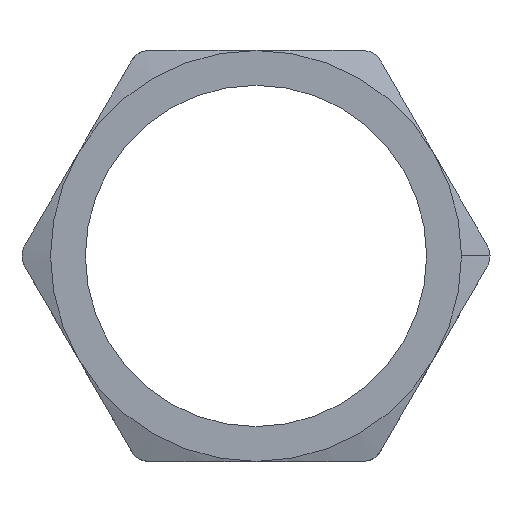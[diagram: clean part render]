
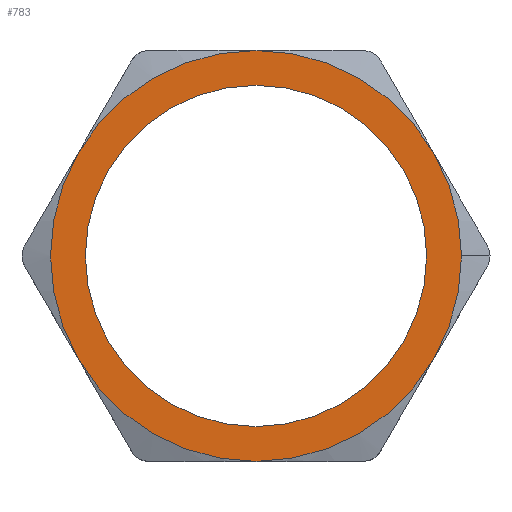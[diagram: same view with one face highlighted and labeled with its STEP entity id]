
A CAD part, top view. The second image highlights one B-rep face of the part: STEP entity #783.
In plain terms, the highlighted planar face has unit normal (0, 0, 1).
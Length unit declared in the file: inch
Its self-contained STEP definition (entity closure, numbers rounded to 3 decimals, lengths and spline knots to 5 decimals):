
#372 = VERTEX_POINT ( 'NONE', #1198 ) ;
#392 = EDGE_CURVE ( 'NONE', #393, #394, #1246, .T. ) ;
#393 = VERTEX_POINT ( 'NONE', #1241 ) ;
#394 = VERTEX_POINT ( 'NONE', #1240 ) ;
#435 = VERTEX_POINT ( 'NONE', #1326 ) ;
#466 = EDGE_CURVE ( 'NONE', #467, #468, #1379, .T. ) ;
#467 = VERTEX_POINT ( 'NONE', #1370 ) ;
#468 = VERTEX_POINT ( 'NONE', #1369 ) ;
#486 = VERTEX_POINT ( 'NONE', #1436 ) ;
#494 = VERTEX_POINT ( 'NONE', #1420 ) ;
#532 = VERTEX_POINT ( 'NONE', #1506 ) ;
#599 = EDGE_CURVE ( 'NONE', #435, #532, #1610, .T. ) ;
#600 = ORIENTED_EDGE ( 'NONE', *, *, #601, .T. ) ;
#601 = EDGE_CURVE ( 'NONE', #532, #494, #1663, .T. ) ;
#602 = ORIENTED_EDGE ( 'NONE', *, *, #603, .T. ) ;
#603 = EDGE_CURVE ( 'NONE', #494, #393, #1658, .T. ) ;
#604 = ORIENTED_EDGE ( 'NONE', *, *, #392, .T. ) ;
#605 = ORIENTED_EDGE ( 'NONE', *, *, #606, .T. ) ;
#606 = EDGE_CURVE ( 'NONE', #394, #486, #1653, .T. ) ;
#783 = ADVANCED_FACE ( 'NONE', ( #1936, #1935 ), #1947, .F. ) ;
#784 = EDGE_LOOP ( 'NONE', ( #785, #787 ) ) ;
#785 = ORIENTED_EDGE ( 'NONE', *, *, #786, .T. ) ;
#786 = EDGE_CURVE ( 'NONE', #468, #467, #1929, .T. ) ;
#787 = ORIENTED_EDGE ( 'NONE', *, *, #466, .T. ) ;
#788 = EDGE_LOOP ( 'NONE', ( #789, #791, #793, #600, #602, #604, #605 ) ) ;
#789 = ORIENTED_EDGE ( 'NONE', *, *, #790, .T. ) ;
#790 = EDGE_CURVE ( 'NONE', #486, #372, #1984, .T. ) ;
#791 = ORIENTED_EDGE ( 'NONE', *, *, #792, .T. ) ;
#792 = EDGE_CURVE ( 'NONE', #372, #435, #1980, .T. ) ;
#793 = ORIENTED_EDGE ( 'NONE', *, *, #599, .T. ) ;
#1198 = CARTESIAN_POINT ( 'NONE',  ( -0.25548, 0.1475, 0.11 ) ) ;
#1240 = CARTESIAN_POINT ( 'NONE',  ( 0.25548, 0.1475, 0.11 ) ) ;
#1241 = CARTESIAN_POINT ( 'NONE',  ( 0.295, 0., 0.11 ) ) ;
#1242 = DIRECTION ( 'NONE',  ( 1., 0., 0. ) ) ;
#1243 = DIRECTION ( 'NONE',  ( 0., 0., 1. ) ) ;
#1244 = CARTESIAN_POINT ( 'NONE',  ( 0., 0., 0.11 ) ) ;
#1245 = AXIS2_PLACEMENT_3D ( 'NONE', #1244, #1243, #1242 ) ;
#1246 = CIRCLE ( 'NONE', #1245, 0.295 ) ;
#1326 = CARTESIAN_POINT ( 'NONE',  ( -0.25548, -0.1475, 0.11 ) ) ;
#1369 = CARTESIAN_POINT ( 'NONE',  ( -0.245, 0., 0.11 ) ) ;
#1370 = CARTESIAN_POINT ( 'NONE',  ( 0.245, 0., 0.11 ) ) ;
#1371 = DIRECTION ( 'NONE',  ( -1., 0., 0. ) ) ;
#1372 = DIRECTION ( 'NONE',  ( 0., 0., -1. ) ) ;
#1373 = CARTESIAN_POINT ( 'NONE',  ( 0., 0., 0.11 ) ) ;
#1374 = AXIS2_PLACEMENT_3D ( 'NONE', #1373, #1372, #1371 ) ;
#1379 = CIRCLE ( 'NONE', #1374, 0.245 ) ;
#1420 = CARTESIAN_POINT ( 'NONE',  ( 0.25548, -0.1475, 0.11 ) ) ;
#1436 = CARTESIAN_POINT ( 'NONE',  ( 0., 0.295, 0.11 ) ) ;
#1506 = CARTESIAN_POINT ( 'NONE',  ( 0., -0.295, 0.11 ) ) ;
#1602 = DIRECTION ( 'NONE',  ( 1., 0., 0. ) ) ;
#1603 = DIRECTION ( 'NONE',  ( 0., 0., 1. ) ) ;
#1604 = CARTESIAN_POINT ( 'NONE',  ( 0., 0., 0.11 ) ) ;
#1605 = AXIS2_PLACEMENT_3D ( 'NONE', #1604, #1603, #1602 ) ;
#1610 = CIRCLE ( 'NONE', #1605, 0.295 ) ;
#1649 = DIRECTION ( 'NONE',  ( 1., 0., 0. ) ) ;
#1650 = DIRECTION ( 'NONE',  ( 0., 0., 1. ) ) ;
#1651 = CARTESIAN_POINT ( 'NONE',  ( 0., 0., 0.11 ) ) ;
#1652 = AXIS2_PLACEMENT_3D ( 'NONE', #1651, #1650, #1649 ) ;
#1653 = CIRCLE ( 'NONE', #1652, 0.295 ) ;
#1654 = DIRECTION ( 'NONE',  ( 1., 0., 0. ) ) ;
#1655 = DIRECTION ( 'NONE',  ( 0., 0., 1. ) ) ;
#1656 = CARTESIAN_POINT ( 'NONE',  ( 0., 0., 0.11 ) ) ;
#1657 = AXIS2_PLACEMENT_3D ( 'NONE', #1656, #1655, #1654 ) ;
#1658 = CIRCLE ( 'NONE', #1657, 0.295 ) ;
#1659 = DIRECTION ( 'NONE',  ( 1., 0., 0. ) ) ;
#1660 = DIRECTION ( 'NONE',  ( 0., 0., 1. ) ) ;
#1661 = CARTESIAN_POINT ( 'NONE',  ( 0., 0., 0.11 ) ) ;
#1662 = AXIS2_PLACEMENT_3D ( 'NONE', #1661, #1660, #1659 ) ;
#1663 = CIRCLE ( 'NONE', #1662, 0.295 ) ;
#1925 = DIRECTION ( 'NONE',  ( -1., 0., 0. ) ) ;
#1926 = DIRECTION ( 'NONE',  ( 0., 0., -1. ) ) ;
#1927 = CARTESIAN_POINT ( 'NONE',  ( 0., 0., 0.11 ) ) ;
#1928 = AXIS2_PLACEMENT_3D ( 'NONE', #1927, #1926, #1925 ) ;
#1929 = CIRCLE ( 'NONE', #1928, 0.245 ) ;
#1930 = CARTESIAN_POINT ( 'NONE',  ( 0., 0., 0.11 ) ) ;
#1931 = DIRECTION ( 'NONE',  ( -1., 0., 0. ) ) ;
#1932 = DIRECTION ( 'NONE',  ( 0., 0., -1. ) ) ;
#1933 = CARTESIAN_POINT ( 'NONE',  ( 0., 0.59, 0.11 ) ) ;
#1934 = AXIS2_PLACEMENT_3D ( 'NONE', #1933, #1932, #1931 ) ;
#1935 = FACE_OUTER_BOUND ( 'NONE', #788, .T. ) ;
#1936 = FACE_BOUND ( 'NONE', #784, .T. ) ;
#1947 = PLANE ( 'NONE',  #1934 ) ;
#1976 = DIRECTION ( 'NONE',  ( 1., 0., 0. ) ) ;
#1977 = DIRECTION ( 'NONE',  ( 0., 0., 1. ) ) ;
#1978 = CARTESIAN_POINT ( 'NONE',  ( 0., 0., 0.11 ) ) ;
#1979 = AXIS2_PLACEMENT_3D ( 'NONE', #1978, #1977, #1976 ) ;
#1980 = CIRCLE ( 'NONE', #1979, 0.295 ) ;
#1981 = DIRECTION ( 'NONE',  ( 1., 0., 0. ) ) ;
#1982 = DIRECTION ( 'NONE',  ( 0., 0., 1. ) ) ;
#1983 = AXIS2_PLACEMENT_3D ( 'NONE', #1930, #1982, #1981 ) ;
#1984 = CIRCLE ( 'NONE', #1983, 0.295 ) ;
